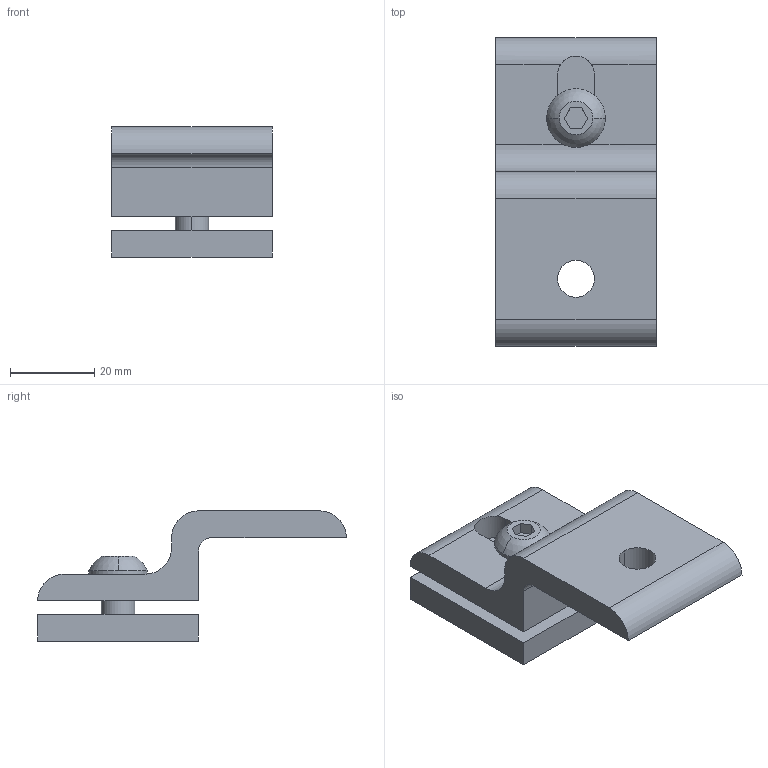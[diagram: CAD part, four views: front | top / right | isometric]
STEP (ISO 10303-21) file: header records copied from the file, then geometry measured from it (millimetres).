
FILE_DESCRIPTION((''),'2;1');
FILE_NAME('15AC7105.stp','2015-07-16T10:09:02',(''),(''),'Mechanical Desktop 2011','Mechanical Desktop 2011',', , ');
FILE_SCHEMA(('AUTOMOTIVE_DESIGN { 1 2 10303 214 1 1 1 1 }'));
Length unit declared in the file: inch
Products named in the file (1): Product
Bounding box: 38.1 x 73.13 x 30.86 mm (x, y, z)
Volume: 29333.2 mm3; surface area: 12546.7 mm2
Topology: 3 solids, 3 shells, 47 faces, 117 edges, 77 vertices
Faces by surface type: plane 27, cylinder 16, cone 2, sphere 2
Entity records: 1491 total; most frequent: CARTESIAN_POINT 264, DIRECTION 253, ORIENTED_EDGE 234, EDGE_CURVE 117, AXIS2_PLACEMENT_3D 90, VERTEX_POINT 77, VECTOR 73, LINE 73
